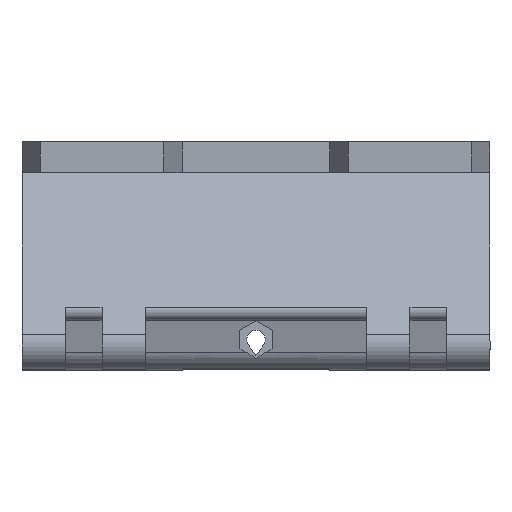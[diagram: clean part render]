
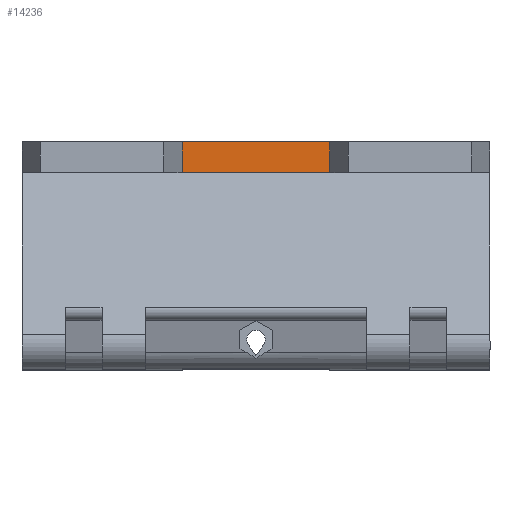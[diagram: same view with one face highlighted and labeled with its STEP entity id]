
A CAD part, top view. The second image highlights one B-rep face of the part: STEP entity #14236.
In plain terms, the highlighted planar face has unit normal (0, 0, 1).
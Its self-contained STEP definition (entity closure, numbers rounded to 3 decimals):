
#336 = PLANE('',#337);
#337 = AXIS2_PLACEMENT_3D('',#338,#339,#340);
#338 = CARTESIAN_POINT('',(0.,-18.614,
    36.274));
#339 = DIRECTION('',(0.,0.419,0.908));
#340 = DIRECTION('',(0.,0.908,-0.419));
#1974 = PLANE('',#1975);
#1975 = AXIS2_PLACEMENT_3D('',#1976,#1977,#1978);
#1976 = CARTESIAN_POINT('',(0.,0.,-30.)
  );
#1977 = DIRECTION('',(0.,-1.,0.));
#1978 = DIRECTION('',(0.,0.,-1.));
#2355 = PLANE('',#2356);
#2356 = AXIS2_PLACEMENT_3D('',#2357,#2358,#2359);
#2357 = CARTESIAN_POINT('',(-12.,0.,
    30.));
#2358 = DIRECTION('',(-0.966,0.,-0.259
    ));
#2359 = DIRECTION('',(-0.259,0.,0.966)
  );
#2413 = EDGE_CURVE('',#2414,#2416,#2418,.T.);
#2414 = VERTEX_POINT('',#2415);
#2415 = CARTESIAN_POINT('',(-12.,0.,
    30.));
#2416 = VERTEX_POINT('',#2417);
#2417 = CARTESIAN_POINT('',(-12.,-5.,30.));
#2418 = SURFACE_CURVE('',#2419,(#2423,#2430),.PCURVE_S1.);
#2419 = LINE('',#2420,#2421);
#2420 = CARTESIAN_POINT('',(-12.,0.,
    30.));
#2421 = VECTOR('',#2422,1.);
#2422 = DIRECTION('',(0.,-1.,0.));
#2423 = PCURVE('',#2355,#2424);
#2424 = DEFINITIONAL_REPRESENTATION('',(#2425),#2429);
#2425 = LINE('',#2426,#2427);
#2426 = CARTESIAN_POINT('',(0.,0.));
#2427 = VECTOR('',#2428,1.);
#2428 = DIRECTION('',(0.,-1.));
#2429 = ( GEOMETRIC_REPRESENTATION_CONTEXT(2) 
PARAMETRIC_REPRESENTATION_CONTEXT() REPRESENTATION_CONTEXT('2D SPACE',''
  ) );
#2430 = PCURVE('',#2431,#2436);
#2431 = PLANE('',#2432);
#2432 = AXIS2_PLACEMENT_3D('',#2433,#2434,#2435);
#2433 = CARTESIAN_POINT('',(0.,-2.5,30.));
#2434 = DIRECTION('',(0.,0.,-1.));
#2435 = DIRECTION('',(0.,-1.,0.));
#2436 = DEFINITIONAL_REPRESENTATION('',(#2437),#2441);
#2437 = LINE('',#2438,#2439);
#2438 = CARTESIAN_POINT('',(-2.5,12.));
#2439 = VECTOR('',#2440,1.);
#2440 = DIRECTION('',(1.,0.));
#2441 = ( GEOMETRIC_REPRESENTATION_CONTEXT(2) 
PARAMETRIC_REPRESENTATION_CONTEXT() REPRESENTATION_CONTEXT('2D SPACE',''
  ) );
#5812 = PLANE('',#5813);
#5813 = AXIS2_PLACEMENT_3D('',#5814,#5815,#5816);
#5814 = CARTESIAN_POINT('',(12.,0.,
    30.));
#5815 = DIRECTION('',(0.966,0.,-0.259)
  );
#5816 = DIRECTION('',(-0.259,0.,
    -0.966));
#5870 = EDGE_CURVE('',#5871,#5873,#5875,.T.);
#5871 = VERTEX_POINT('',#5872);
#5872 = CARTESIAN_POINT('',(12.,0.,
    30.));
#5873 = VERTEX_POINT('',#5874);
#5874 = CARTESIAN_POINT('',(12.,-5.,30.));
#5875 = SURFACE_CURVE('',#5876,(#5880,#5887),.PCURVE_S1.);
#5876 = LINE('',#5877,#5878);
#5877 = CARTESIAN_POINT('',(12.,0.,
    30.));
#5878 = VECTOR('',#5879,1.);
#5879 = DIRECTION('',(0.,-1.,0.));
#5880 = PCURVE('',#5812,#5881);
#5881 = DEFINITIONAL_REPRESENTATION('',(#5882),#5886);
#5882 = LINE('',#5883,#5884);
#5883 = CARTESIAN_POINT('',(-0.,-0.));
#5884 = VECTOR('',#5885,1.);
#5885 = DIRECTION('',(-0.,-1.));
#5886 = ( GEOMETRIC_REPRESENTATION_CONTEXT(2) 
PARAMETRIC_REPRESENTATION_CONTEXT() REPRESENTATION_CONTEXT('2D SPACE',''
  ) );
#5887 = PCURVE('',#2431,#5888);
#5888 = DEFINITIONAL_REPRESENTATION('',(#5889),#5893);
#5889 = LINE('',#5890,#5891);
#5890 = CARTESIAN_POINT('',(-2.5,-12.));
#5891 = VECTOR('',#5892,1.);
#5892 = DIRECTION('',(1.,0.));
#5893 = ( GEOMETRIC_REPRESENTATION_CONTEXT(2) 
PARAMETRIC_REPRESENTATION_CONTEXT() REPRESENTATION_CONTEXT('2D SPACE',''
  ) );
#13515 = EDGE_CURVE('',#5871,#2414,#13516,.T.);
#13516 = SURFACE_CURVE('',#13517,(#13521,#13528),.PCURVE_S1.);
#13517 = LINE('',#13518,#13519);
#13518 = CARTESIAN_POINT('',(0.,0.,30.)
  );
#13519 = VECTOR('',#13520,1.);
#13520 = DIRECTION('',(-1.,0.,0.));
#13521 = PCURVE('',#1974,#13522);
#13522 = DEFINITIONAL_REPRESENTATION('',(#13523),#13527);
#13523 = LINE('',#13524,#13525);
#13524 = CARTESIAN_POINT('',(-60.,0.));
#13525 = VECTOR('',#13526,1.);
#13526 = DIRECTION('',(0.,-1.));
#13527 = ( GEOMETRIC_REPRESENTATION_CONTEXT(2) 
PARAMETRIC_REPRESENTATION_CONTEXT() REPRESENTATION_CONTEXT('2D SPACE',''
  ) );
#13528 = PCURVE('',#2431,#13529);
#13529 = DEFINITIONAL_REPRESENTATION('',(#13530),#13534);
#13530 = LINE('',#13531,#13532);
#13531 = CARTESIAN_POINT('',(-2.5,0.));
#13532 = VECTOR('',#13533,1.);
#13533 = DIRECTION('',(0.,1.));
#13534 = ( GEOMETRIC_REPRESENTATION_CONTEXT(2) 
PARAMETRIC_REPRESENTATION_CONTEXT() REPRESENTATION_CONTEXT('2D SPACE',''
  ) );
#14208 = EDGE_CURVE('',#2416,#5873,#14209,.T.);
#14209 = SURFACE_CURVE('',#14210,(#14214,#14221),.PCURVE_S1.);
#14210 = LINE('',#14211,#14212);
#14211 = CARTESIAN_POINT('',(0.,-5.,30.));
#14212 = VECTOR('',#14213,1.);
#14213 = DIRECTION('',(1.,0.,0.));
#14214 = PCURVE('',#336,#14215);
#14215 = DEFINITIONAL_REPRESENTATION('',(#14216),#14220);
#14216 = LINE('',#14217,#14218);
#14217 = CARTESIAN_POINT('',(14.99,0.));
#14218 = VECTOR('',#14219,1.);
#14219 = DIRECTION('',(0.,-1.));
#14220 = ( GEOMETRIC_REPRESENTATION_CONTEXT(2) 
PARAMETRIC_REPRESENTATION_CONTEXT() REPRESENTATION_CONTEXT('2D SPACE',''
  ) );
#14221 = PCURVE('',#2431,#14222);
#14222 = DEFINITIONAL_REPRESENTATION('',(#14223),#14227);
#14223 = LINE('',#14224,#14225);
#14224 = CARTESIAN_POINT('',(2.5,0.));
#14225 = VECTOR('',#14226,1.);
#14226 = DIRECTION('',(0.,-1.));
#14227 = ( GEOMETRIC_REPRESENTATION_CONTEXT(2) 
PARAMETRIC_REPRESENTATION_CONTEXT() REPRESENTATION_CONTEXT('2D SPACE',''
  ) );
#14236 = ADVANCED_FACE('',(#14237),#2431,.F.);
#14237 = FACE_BOUND('',#14238,.T.);
#14238 = EDGE_LOOP('',(#14239,#14240,#14241,#14242));
#14239 = ORIENTED_EDGE('',*,*,#13515,.T.);
#14240 = ORIENTED_EDGE('',*,*,#2413,.T.);
#14241 = ORIENTED_EDGE('',*,*,#14208,.T.);
#14242 = ORIENTED_EDGE('',*,*,#5870,.F.);
